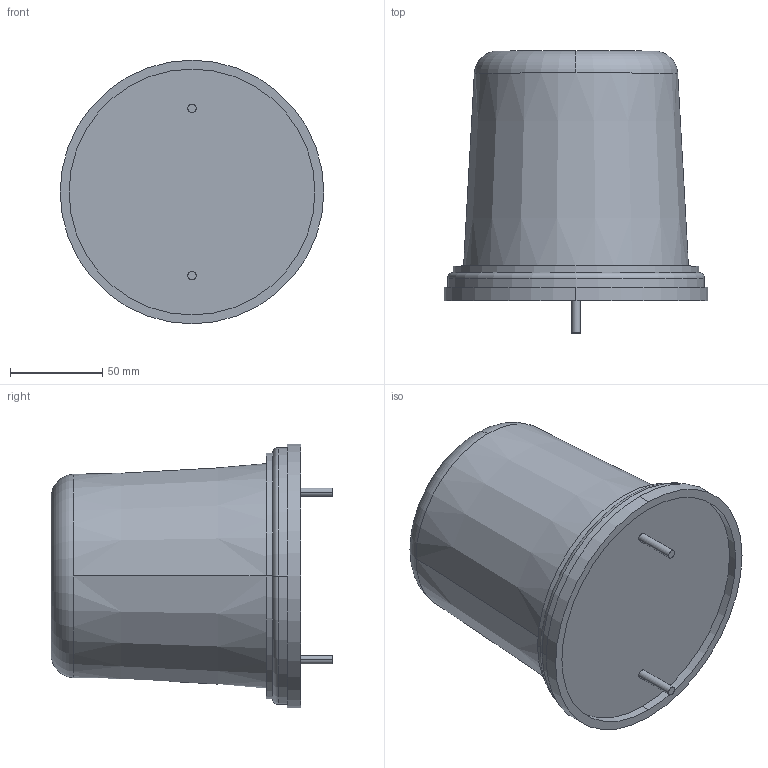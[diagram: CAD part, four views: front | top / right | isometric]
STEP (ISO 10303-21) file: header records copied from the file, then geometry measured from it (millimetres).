
FILE_DESCRIPTION((''),'2;1');
FILE_NAME('FLASHER.stp','2002-01-13T09:33:21',('Administrator'),(''),'Autodesk Inventor (tm) 5.0','Autodesk Inventor (tm) 5.0','');
FILE_SCHEMA(('CONFIG_CONTROL_DESIGN'));
Length unit declared in the file: inch
Products named in the file (4): FLASHER; Flasher Lens; Flasher Base; Flasher brkt
Assembly tree (3 placements, depth 2):
  FLASHER
    Flasher Lens
    Flasher Base
    Flasher brkt
Bounding box: 143.27 x 153.16 x 143.27 mm (x, y, z)
Volume: 592648.2 mm3; surface area: 179879 mm2
Topology: 6 solids, 6 shells, 102 faces, 236 edges, 156 vertices
Faces by surface type: cylinder 46, plane 36, torus 8, bspline 8, cone 4
Entity records: 3681 total; most frequent: CARTESIAN_POINT 767, DIRECTION 558, ORIENTED_EDGE 472, EDGE_CURVE 236, AXIS2_PLACEMENT_3D 229, VERTEX_POINT 156, CIRCLE 128, EDGE_LOOP 116
